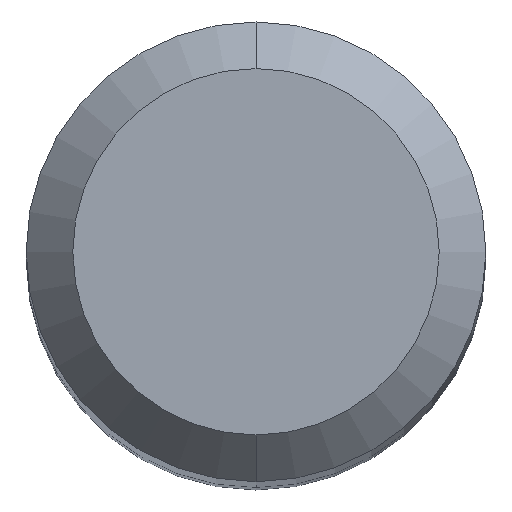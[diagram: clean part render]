
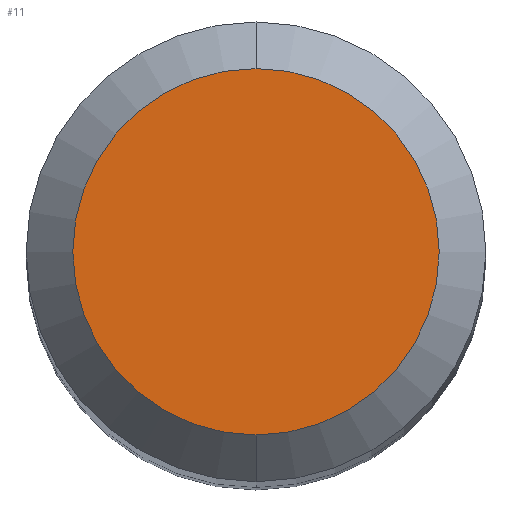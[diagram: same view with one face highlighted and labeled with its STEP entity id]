
A CAD part, top view. The second image highlights one B-rep face of the part: STEP entity #11.
In plain terms, the highlighted planar face has unit normal (0, 0, 1).
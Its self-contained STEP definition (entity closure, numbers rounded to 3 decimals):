
#11 = ADVANCED_FACE ( 'NONE', ( #130 ), #210, .F. ) ;
#15 = VERTEX_POINT ( 'NONE', #33 ) ;
#33 = CARTESIAN_POINT ( 'NONE',  ( 0., 2.75, 74. ) ) ;
#36 = VERTEX_POINT ( 'NONE', #290 ) ;
#52 = DIRECTION ( 'NONE',  ( 0., 1., 0. ) ) ;
#71 = CIRCLE ( 'NONE', #145, 2.75 ) ;
#86 = AXIS2_PLACEMENT_3D ( 'NONE', #282, #182, #52 ) ;
#111 = DIRECTION ( 'NONE',  ( 0., 1., 0. ) ) ;
#113 = EDGE_CURVE ( 'NONE', #15, #36, #71, .T. ) ;
#130 = FACE_OUTER_BOUND ( 'NONE', #227, .T. ) ;
#145 = AXIS2_PLACEMENT_3D ( 'NONE', #184, #267, #111 ) ;
#182 = DIRECTION ( 'NONE',  ( 0., 0., -1. ) ) ;
#184 = CARTESIAN_POINT ( 'NONE',  ( 0., 0., 74. ) ) ;
#196 = ORIENTED_EDGE ( 'NONE', *, *, #203, .F. ) ;
#203 = EDGE_CURVE ( 'NONE', #36, #15, #330, .T. ) ;
#210 = PLANE ( 'NONE',  #86 ) ;
#215 = DIRECTION ( 'NONE',  ( 0., 1., 0. ) ) ;
#227 = EDGE_LOOP ( 'NONE', ( #292, #196 ) ) ;
#242 = CARTESIAN_POINT ( 'NONE',  ( 0., 0., 74. ) ) ;
#267 = DIRECTION ( 'NONE',  ( 0., 0., -1. ) ) ;
#282 = CARTESIAN_POINT ( 'NONE',  ( 0., 0., 74. ) ) ;
#285 = AXIS2_PLACEMENT_3D ( 'NONE', #242, #294, #215 ) ;
#290 = CARTESIAN_POINT ( 'NONE',  ( 0., -2.75, 74. ) ) ;
#292 = ORIENTED_EDGE ( 'NONE', *, *, #113, .F. ) ;
#294 = DIRECTION ( 'NONE',  ( 0., 0., -1. ) ) ;
#330 = CIRCLE ( 'NONE', #285, 2.75 ) ;
